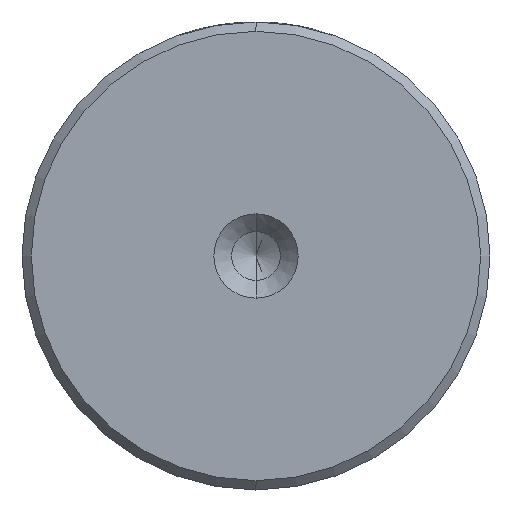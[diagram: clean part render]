
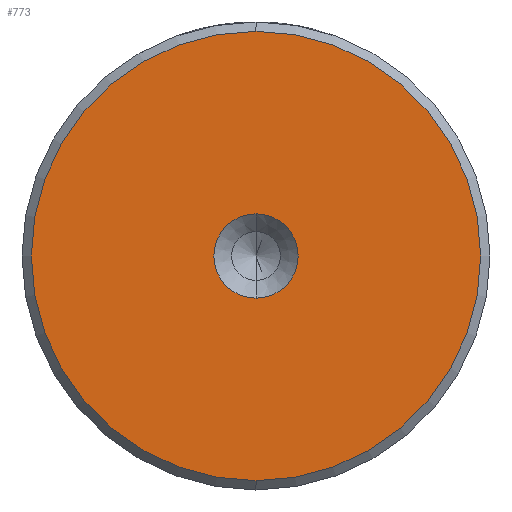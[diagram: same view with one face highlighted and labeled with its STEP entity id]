
A CAD part, left-side view. The second image highlights one B-rep face of the part: STEP entity #773.
In plain terms, the highlighted planar face has unit normal (-1, 0, 0).
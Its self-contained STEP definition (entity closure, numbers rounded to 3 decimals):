
#79 = EDGE_LOOP ( 'NONE', ( #1555, #2191 ) ) ;
#189 = FACE_OUTER_BOUND ( 'NONE', #79, .T. ) ;
#262 = PLANE ( 'NONE',  #1213 ) ;
#318 = CARTESIAN_POINT ( 'NONE',  ( 0., 0., 0. ) ) ;
#430 = ORIENTED_EDGE ( 'NONE', *, *, #2035, .F. ) ;
#510 = AXIS2_PLACEMENT_3D ( 'NONE', #725, #2178, #940 ) ;
#521 = DIRECTION ( 'NONE',  ( 0., 0., 1. ) ) ;
#595 = ORIENTED_EDGE ( 'NONE', *, *, #2167, .F. ) ;
#599 = VERTEX_POINT ( 'NONE', #1952 ) ;
#610 = DIRECTION ( 'NONE',  ( -1., 0., 0. ) ) ;
#668 = CARTESIAN_POINT ( 'NONE',  ( 0., 0., 0. ) ) ;
#720 = CIRCLE ( 'NONE', #1557, 12. ) ;
#725 = CARTESIAN_POINT ( 'NONE',  ( 0., 0., 0. ) ) ;
#773 = ADVANCED_FACE ( 'NONE', ( #189, #2317 ), #262, .T. ) ;
#784 = CARTESIAN_POINT ( 'NONE',  ( 0., 0., 0. ) ) ;
#870 = AXIS2_PLACEMENT_3D ( 'NONE', #784, #2238, #999 ) ;
#890 = DIRECTION ( 'NONE',  ( 0., 0., 1. ) ) ;
#940 = DIRECTION ( 'NONE',  ( 0., 0., 1. ) ) ;
#999 = DIRECTION ( 'NONE',  ( 0., 0., 1. ) ) ;
#1080 = VERTEX_POINT ( 'NONE', #2532 ) ;
#1114 = VERTEX_POINT ( 'NONE', #1710 ) ;
#1213 = AXIS2_PLACEMENT_3D ( 'NONE', #668, #2124, #890 ) ;
#1353 = CARTESIAN_POINT ( 'NONE',  ( 0., 0., -12. ) ) ;
#1523 = CIRCLE ( 'NONE', #870, 12. ) ;
#1555 = ORIENTED_EDGE ( 'NONE', *, *, #2580, .T. ) ;
#1557 = AXIS2_PLACEMENT_3D ( 'NONE', #1858, #610, #2067 ) ;
#1627 = CIRCLE ( 'NONE', #510, 2.25 ) ;
#1657 = AXIS2_PLACEMENT_3D ( 'NONE', #318, #1751, #521 ) ;
#1710 = CARTESIAN_POINT ( 'NONE',  ( 0., 0., 12. ) ) ;
#1751 = DIRECTION ( 'NONE',  ( -1., 0., 0. ) ) ;
#1858 = CARTESIAN_POINT ( 'NONE',  ( 0., 0., 0. ) ) ;
#1952 = CARTESIAN_POINT ( 'NONE',  ( 0., 0., -2.25 ) ) ;
#2035 = EDGE_CURVE ( 'NONE', #599, #1080, #2075, .T. ) ;
#2067 = DIRECTION ( 'NONE',  ( 0., 0., 1. ) ) ;
#2075 = CIRCLE ( 'NONE', #1657, 2.25 ) ;
#2124 = DIRECTION ( 'NONE',  ( -1., 0., 0. ) ) ;
#2167 = EDGE_CURVE ( 'NONE', #1080, #599, #1627, .T. ) ;
#2178 = DIRECTION ( 'NONE',  ( -1., 0., 0. ) ) ;
#2191 = ORIENTED_EDGE ( 'NONE', *, *, #2474, .T. ) ;
#2196 = EDGE_LOOP ( 'NONE', ( #595, #430 ) ) ;
#2233 = VERTEX_POINT ( 'NONE', #1353 ) ;
#2238 = DIRECTION ( 'NONE',  ( -1., 0., 0. ) ) ;
#2317 = FACE_BOUND ( 'NONE', #2196, .T. ) ;
#2474 = EDGE_CURVE ( 'NONE', #1114, #2233, #1523, .T. ) ;
#2532 = CARTESIAN_POINT ( 'NONE',  ( 0., 0., 2.25 ) ) ;
#2580 = EDGE_CURVE ( 'NONE', #2233, #1114, #720, .T. ) ;
